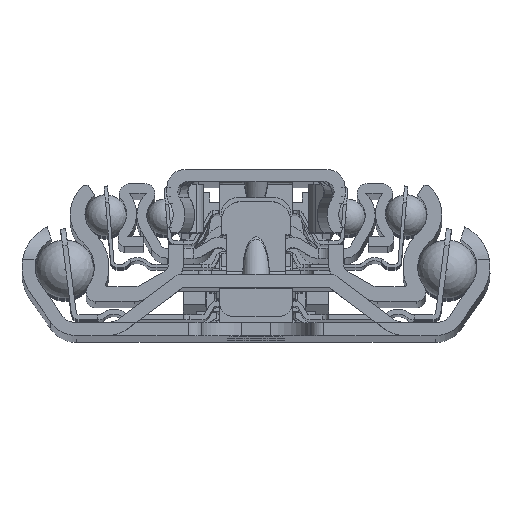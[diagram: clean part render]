
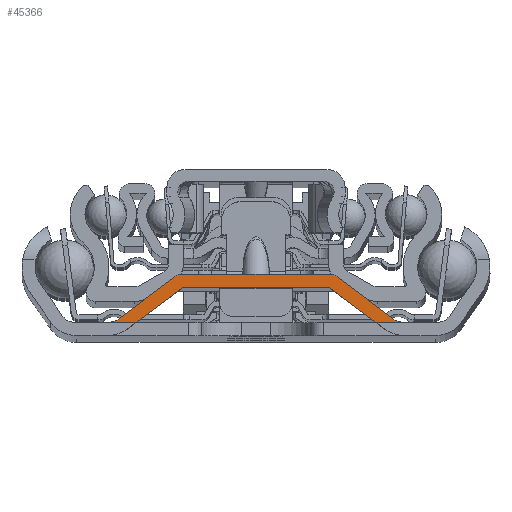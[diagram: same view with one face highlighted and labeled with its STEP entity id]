
A CAD part, top view. The second image highlights one B-rep face of the part: STEP entity #45366.
In plain terms, the highlighted planar face has unit normal (0, 0, 1).
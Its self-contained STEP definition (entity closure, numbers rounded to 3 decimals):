
#804=PLANE('',#48356);
#2158=LINE('',#68867,#6650);
#2183=LINE('',#68930,#6675);
#2187=LINE('',#68943,#6679);
#2192=LINE('',#68955,#6684);
#2198=LINE('',#68967,#6690);
#2200=LINE('',#68976,#6692);
#2206=LINE('',#68988,#6698);
#2207=LINE('',#68989,#6699);
#6650=VECTOR('',#53393,10.);
#6675=VECTOR('',#53458,10.);
#6679=VECTOR('',#53474,10.);
#6684=VECTOR('',#53487,10.);
#6690=VECTOR('',#53499,10.);
#6692=VECTOR('',#53509,10.);
#6698=VECTOR('',#53523,10.);
#6699=VECTOR('',#53524,10.);
#12212=FACE_OUTER_BOUND('',#14635,.T.);
#14635=EDGE_LOOP('',(#31773,#31774,#31775,#31776,#31777,#31778,#31779,#31780,
#31781,#31782,#31783,#31784,#31785,#31786));
#17149=CIRCLE('',#48333,3.);
#17151=CIRCLE('',#48337,2.);
#17153=CIRCLE('',#48340,2.);
#17154=CIRCLE('',#48343,3.);
#17155=CIRCLE('',#48347,0.25);
#17156=CIRCLE('',#48350,0.25);
#19686=VERTEX_POINT('',#68864);
#19687=VERTEX_POINT('',#68866);
#19701=VERTEX_POINT('',#68920);
#19702=VERTEX_POINT('',#68921);
#19705=VERTEX_POINT('',#68929);
#19707=VERTEX_POINT('',#68938);
#19708=VERTEX_POINT('',#68942);
#19709=VERTEX_POINT('',#68946);
#19710=VERTEX_POINT('',#68953);
#19711=VERTEX_POINT('',#68954);
#19712=VERTEX_POINT('',#68959);
#19714=VERTEX_POINT('',#68965);
#19715=VERTEX_POINT('',#68969);
#19717=VERTEX_POINT('',#68975);
#24416=EDGE_CURVE('',#19686,#19687,#2158,.T.);
#24443=EDGE_CURVE('',#19701,#19702,#17149,.T.);
#24447=EDGE_CURVE('',#19705,#19701,#2183,.T.);
#24450=EDGE_CURVE('',#19687,#19705,#17151,.T.);
#24452=EDGE_CURVE('',#19707,#19686,#17153,.T.);
#24454=EDGE_CURVE('',#19708,#19707,#2187,.T.);
#24456=EDGE_CURVE('',#19709,#19708,#17154,.T.);
#24460=EDGE_CURVE('',#19710,#19711,#2192,.T.);
#24463=EDGE_CURVE('',#19712,#19710,#17155,.T.);
#24467=EDGE_CURVE('',#19714,#19712,#2198,.T.);
#24468=EDGE_CURVE('',#19715,#19714,#17156,.T.);
#24471=EDGE_CURVE('',#19717,#19715,#2200,.T.);
#24478=EDGE_CURVE('',#19711,#19709,#2206,.T.);
#24479=EDGE_CURVE('',#19702,#19717,#2207,.T.);
#31773=ORIENTED_EDGE('',*,*,#24478,.F.);
#31774=ORIENTED_EDGE('',*,*,#24460,.F.);
#31775=ORIENTED_EDGE('',*,*,#24463,.F.);
#31776=ORIENTED_EDGE('',*,*,#24467,.F.);
#31777=ORIENTED_EDGE('',*,*,#24468,.F.);
#31778=ORIENTED_EDGE('',*,*,#24471,.F.);
#31779=ORIENTED_EDGE('',*,*,#24479,.F.);
#31780=ORIENTED_EDGE('',*,*,#24443,.F.);
#31781=ORIENTED_EDGE('',*,*,#24447,.F.);
#31782=ORIENTED_EDGE('',*,*,#24450,.F.);
#31783=ORIENTED_EDGE('',*,*,#24416,.F.);
#31784=ORIENTED_EDGE('',*,*,#24452,.F.);
#31785=ORIENTED_EDGE('',*,*,#24454,.F.);
#31786=ORIENTED_EDGE('',*,*,#24456,.F.);
#45366=ADVANCED_FACE('',(#12212),#804,.F.);
#48333=AXIS2_PLACEMENT_3D('',#68922,#53450,#53451);
#48337=AXIS2_PLACEMENT_3D('',#68935,#53463,#53464);
#48340=AXIS2_PLACEMENT_3D('',#68939,#53469,#53470);
#48343=AXIS2_PLACEMENT_3D('',#68947,#53478,#53479);
#48347=AXIS2_PLACEMENT_3D('',#68960,#53492,#53493);
#48350=AXIS2_PLACEMENT_3D('',#68970,#53502,#53503);
#48356=AXIS2_PLACEMENT_3D('',#68987,#53521,#53522);
#53393=DIRECTION('',(1.,0.,0.));
#53450=DIRECTION('center_axis',(0.,0.,1.));
#53451=DIRECTION('ref_axis',(0.,1.,0.));
#53458=DIRECTION('',(0.8,-0.6,0.));
#53463=DIRECTION('center_axis',(0.,0.,-1.));
#53464=DIRECTION('ref_axis',(0.,1.,0.));
#53469=DIRECTION('center_axis',(0.,0.,-1.));
#53470=DIRECTION('ref_axis',(-0.6,0.8,0.));
#53474=DIRECTION('',(0.8,0.6,0.));
#53478=DIRECTION('center_axis',(0.,0.,
1.));
#53479=DIRECTION('ref_axis',(-0.6,0.8,0.));
#53487=DIRECTION('',(-0.8,-0.6,0.));
#53492=DIRECTION('center_axis',(0.,0.,
1.));
#53493=DIRECTION('ref_axis',(0.6,-0.8,0.));
#53499=DIRECTION('',(-1.,0.,0.));
#53502=DIRECTION('center_axis',(0.,0.,1.));
#53503=DIRECTION('ref_axis',(0.,-1.,0.));
#53509=DIRECTION('',(-0.8,0.6,0.));
#53521=DIRECTION('center_axis',(0.,0.,
-1.));
#53522=DIRECTION('ref_axis',(-1.,0.,0.));
#53523=DIRECTION('',(-1.,0.,0.));
#53524=DIRECTION('',(-1.,0.,0.));
#68864=CARTESIAN_POINT('',(-11.106,9.3,600.));
#68866=CARTESIAN_POINT('',(11.106,9.3,600.));
#68867=CARTESIAN_POINT('',(-11.106,9.3,600.));
#68920=CARTESIAN_POINT('',(20.699,2.601,600.));
#68921=CARTESIAN_POINT('',(22.5,2.,600.));
#68922=CARTESIAN_POINT('Origin',(22.5,5.,600.));
#68929=CARTESIAN_POINT('',(12.307,8.9,600.));
#68930=CARTESIAN_POINT('',(12.307,8.9,600.));
#68935=CARTESIAN_POINT('Origin',(11.106,7.3,600.));
#68938=CARTESIAN_POINT('',(-12.307,8.9,600.));
#68939=CARTESIAN_POINT('Origin',(-11.106,7.3,600.));
#68942=CARTESIAN_POINT('',(-20.699,2.601,600.));
#68943=CARTESIAN_POINT('',(-20.699,2.601,600.));
#68946=CARTESIAN_POINT('',(-22.5,2.,600.));
#68947=CARTESIAN_POINT('Origin',(-22.5,5.,600.));
#68953=CARTESIAN_POINT('',(-11.173,7.25,600.));
#68954=CARTESIAN_POINT('',(-18.168,2.,600.));
#68955=CARTESIAN_POINT('',(-11.173,7.25,600.));
#68959=CARTESIAN_POINT('',(-11.023,7.3,600.));
#68960=CARTESIAN_POINT('Origin',(-11.023,7.05,600.));
#68965=CARTESIAN_POINT('',(11.023,7.3,600.));
#68967=CARTESIAN_POINT('',(11.023,7.3,600.));
#68969=CARTESIAN_POINT('',(11.173,7.25,600.));
#68970=CARTESIAN_POINT('Origin',(11.023,7.05,600.));
#68975=CARTESIAN_POINT('',(18.168,2.,600.));
#68976=CARTESIAN_POINT('',(19.499,1.001,600.));
#68987=CARTESIAN_POINT('Origin',(0.,6.058,
600.));
#68988=CARTESIAN_POINT('',(-2.473,2.,600.));
#68989=CARTESIAN_POINT('',(-2.473,2.,600.));
